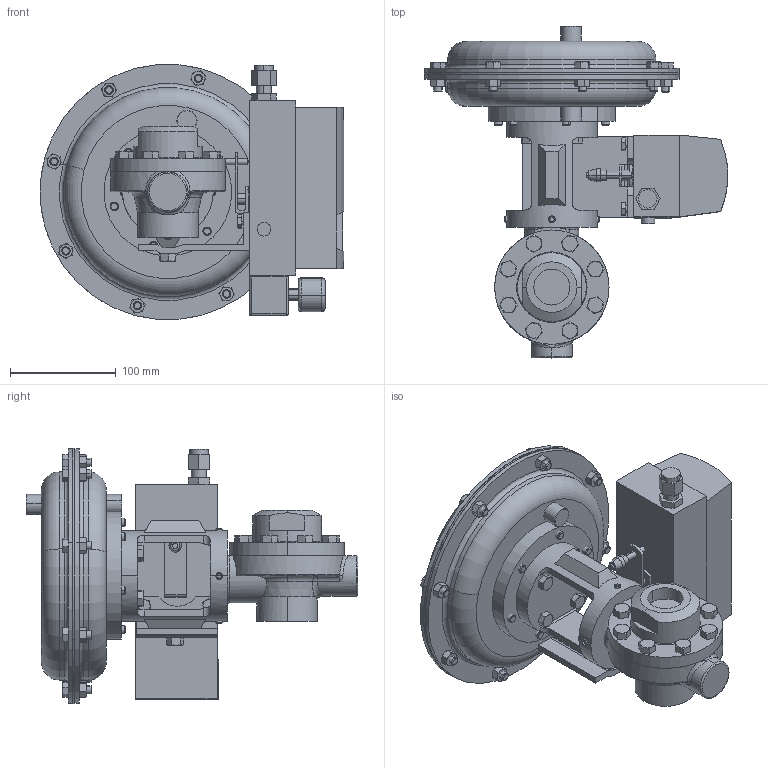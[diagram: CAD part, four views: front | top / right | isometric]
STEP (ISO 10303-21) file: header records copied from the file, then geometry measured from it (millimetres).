
FILE_DESCRIPTION (( 'STEP AP203' ), '1' );
FILE_NAME ('70SP-100-CS+S6-SW-35M-16IQ.STEP', '2017-09-11T17:43:10', ( '' ), ( '' ), 'SwSTEP 2.0', 'SolidWorks 2014', '' );
FILE_SCHEMA (( 'CONFIG_CONTROL_DESIGN' ));
Length unit declared in the file: inch
Products named in the file (1): 70SP-100-CS+S6-SW-35M-16IQ
Bounding box: 286.54 x 313.22 x 240.92 mm (x, y, z)
Volume: 4696027.9 mm3; surface area: 603685.6 mm2
Topology: 54 solids, 54 shells, 1058 faces, 2301 edges, 1390 vertices
Faces by surface type: plane 488, cone 355, cylinder 174, torus 29, bspline 8, sphere 4
Entity records: 31653 total; most frequent: CARTESIAN_POINT 9337, ORIENTED_EDGE 4574, DIRECTION 4528, EDGE_CURVE 2287, AXIS2_PLACEMENT_3D 1789, VERTEX_POINT 1390, EDGE_LOOP 1115, ADVANCED_FACE 1058
